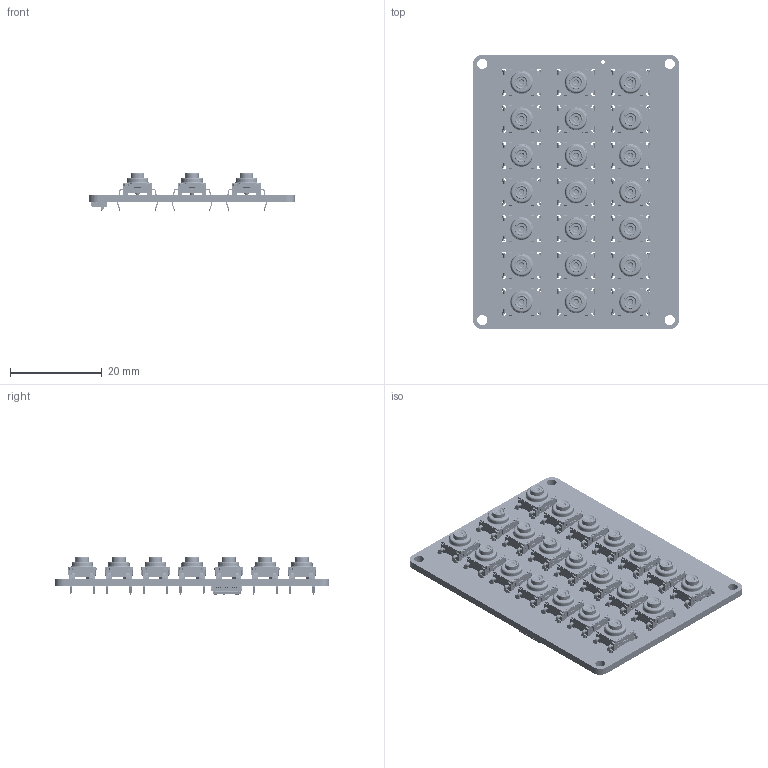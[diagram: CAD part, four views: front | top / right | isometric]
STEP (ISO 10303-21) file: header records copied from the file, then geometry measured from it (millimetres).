
FILE_DESCRIPTION(('FreeCAD Model'),'2;1');
FILE_NAME('Open CASCADE Shape Model','2022-10-15T10:44:57',(''),(''), 'Open CASCADE STEP processor 7.6','FreeCAD','Unknown');
FILE_SCHEMA(('AUTOMOTIVE_DESIGN { 1 0 10303 214 1 1 1 1 }'));
Length unit declared in the file: millimetre
Products named in the file (20): KeyPad; Local_CS_68cc; Board_Geoms_68cc; Pcb_68cc; PCB_Sketch_68cc; Step_Models_68cc; Top_68cc; SW10_C_K_Components___KSA0M332LFT_68cdfad73203; Open CASCADE STEP translator 6.8 5; Open CASCADE STEP translator 6.8 4; Open CASCADE STEP translator 6.8 3; Open CASCADE STEP translator 6.8 006; Open CASCADE STEP translator 6.8 007; Open CASCADE STEP translator 6.8 008; Open CASCADE STEP translator 6.8 2; Open CASCADE STEP translator 6.8 009; Open CASCADE STEP translator 6.8 1; Bot_68cc; J1_503480-1000_1_c5e94f718346; SOLID
Assembly tree (39 placements, depth 5):
  KeyPad
    Local_CS_68cc
    Board_Geoms_68cc
      Pcb_68cc
      PCB_Sketch_68cc
    Step_Models_68cc
      Top_68cc
        SW10_C_K_Components___KSA0M332LFT_68cdfad73203  x21
          Open CASCADE STEP translator 6.8 5
          Open CASCADE STEP translator 6.8 4
          Open CASCADE STEP translator 6.8 3
          Open CASCADE STEP translator 6.8 006
          Open CASCADE STEP translator 6.8 007
          Open CASCADE STEP translator 6.8 008
          Open CASCADE STEP translator 6.8 2
          Open CASCADE STEP translator 6.8 009
          Open CASCADE STEP translator 6.8 1
      Bot_68cc
        J1_503480-1000_1_c5e94f718346
          SOLID
Bounding box: 45 x 60 x 8.22 mm (x, y, z)
Volume: 6400.6 mm3; surface area: 14451.1 mm2
Topology: 191 solids, 191 shells, 9855 faces, 27238 edges, 18081 vertices
Faces by surface type: plane 7826, cylinder 1672, torus 231, cone 105, sphere 21
Full cylindrical faces by diameter (mm): 0.8 x1, 0.9 x84, 2.2 x4, 3 x42, 3.05 x21, 4.3 x21, 4.7 x21
Entity records: 33441 total; most frequent: CARTESIAN_POINT 5919, ORIENTED_EDGE 5652, DIRECTION 5391, EDGE_CURVE 2826, LINE 2339, VECTOR 2339, VERTEX_POINT 1877, AXIS2_PLACEMENT_3D 1526
